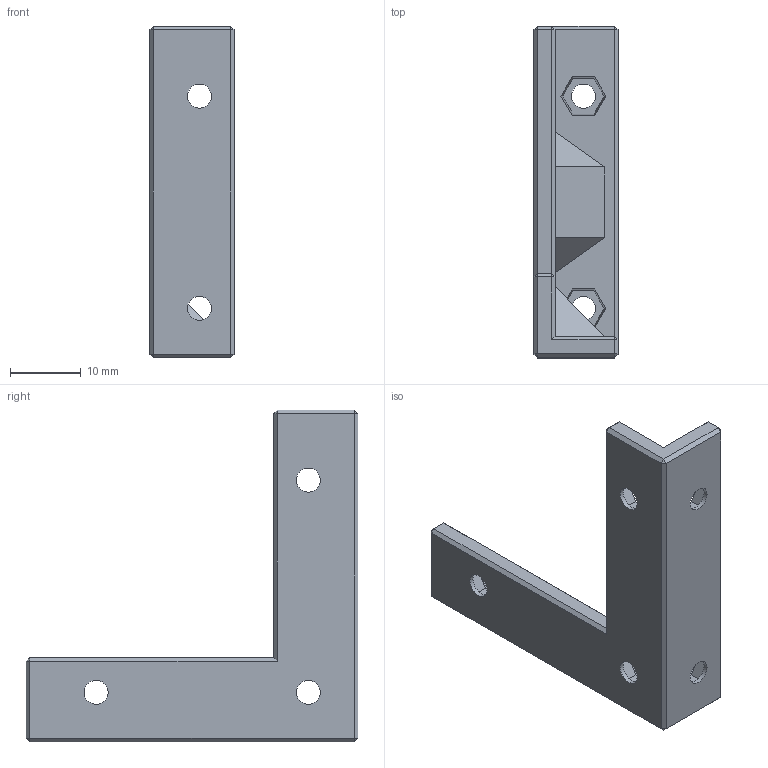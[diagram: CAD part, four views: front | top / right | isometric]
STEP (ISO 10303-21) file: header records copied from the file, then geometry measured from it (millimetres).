
FILE_DESCRIPTION(('FreeCAD Model'),'2;1');
FILE_NAME('Open CASCADE Shape Model','2023-10-15T14:37:00',(''),(''), 'Open CASCADE STEP processor 7.6','FreeCAD','Unknown');
FILE_SCHEMA(('AUTOMOTIVE_DESIGN { 1 0 10303 214 1 1 1 1 }'));
Length unit declared in the file: millimetre
Products named in the file (1): P0170-38-a_Eckverbinder_zwei_Schenkel
Bounding box: 11.9 x 46.9 x 46.9 mm (x, y, z)
Volume: 5472.6 mm3; surface area: 4223.1 mm2
Topology: 1 solids, 1 shells, 312 faces, 820 edges, 533 vertices
Faces by surface type: extrusion 158, plane 105, bspline 42, cylinder 7
Full cylindrical faces by diameter (mm): 3.4 x7
Entity records: 20324 total; most frequent: CARTESIAN_POINT 5120, DIRECTION 2138, VECTOR 1874, LINE 1716, ORIENTED_EDGE 1640, PCURVE 1640, DEFINITIONAL_REPRESENTATION 1640, B_SPLINE_CURVE_WITH_KNOTS 874
